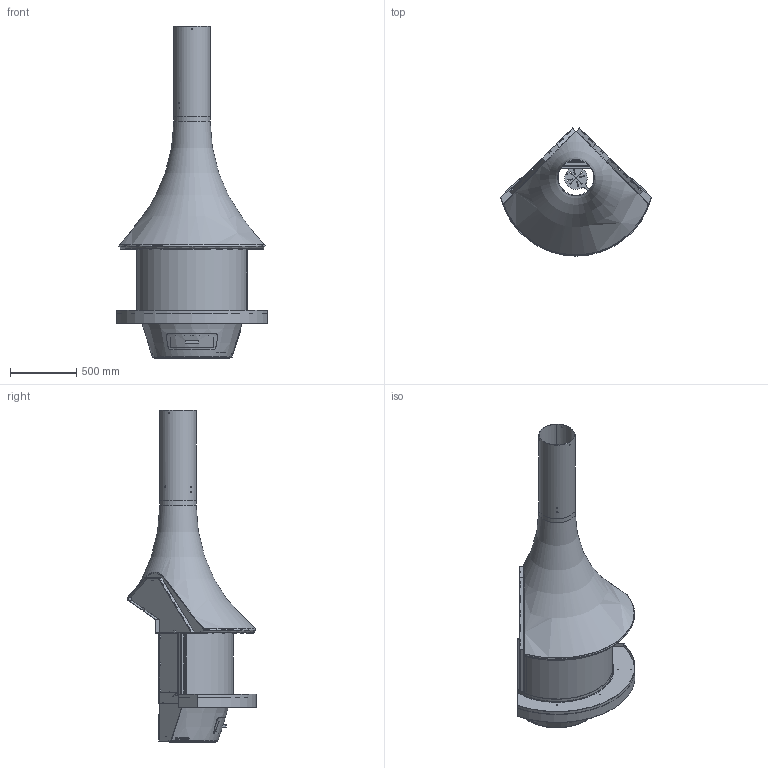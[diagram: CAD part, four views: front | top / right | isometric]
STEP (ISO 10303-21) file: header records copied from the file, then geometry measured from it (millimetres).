
FILE_DESCRIPTION(('STEP AP214'),'1');
FILE_NAME('.stp','2017-02-01T16:11:14',(' '),(' '),'Spatial InterOp 3D',' ',' ');
FILE_SCHEMA(('automotive_design'));
Length unit declared in the file: millimetre
Products named in the file (26): Vitre simulation; Hotte (Support isolation gauche) (Miroir); Hotte (Support isolation gauche); Hotte (Face arrière centrale); Hotte (Faces arrière gauche et droite); hotte 992; Hotte (Conduit); Hotte (Base); Socle 992 d'angle foyer fermé ; Gabarit outside air face AR; Anneau cache vis; Cornière droite A (Isolation face arrière foyer); Cornière gauche A (Isolation face arrière foyer); Plaque de jonction; Face arrière; Bandeau arrière B; Bandeau arrière A; Poignée tiroir; Façade tiroir; Rail repoussé; Bandeau extérieur; Plateau briques; Cône grille; Palette A.A.F; Cône repoussé
Assembly tree (24 placements, depth 3):
  (unnamed)
    Vitre simulation
    Hotte (Support isolation gauche) (Miroir)
    Hotte (Support isolation gauche)
    Hotte (Face arrière centrale)
    Hotte (Faces arrière gauche et droite)
    hotte 992
      Hotte (Conduit)
      Hotte (Base)
  Socle 992 d'angle foyer fermé 
    Gabarit outside air face AR
    Anneau cache vis
    Cornière droite A (Isolation face arrière foyer)
    Cornière gauche A (Isolation face arrière foyer)
    Plaque de jonction
    Face arrière
    Bandeau arrière B
    Bandeau arrière A
    Poignée tiroir
    Façade tiroir
    Rail repoussé
    Bandeau extérieur
    Plateau briques
    Cône grille
    Palette A.A.F
    Cône repoussé
Bounding box: 1137.18 x 964.03 x 2500 mm (x, y, z)
Volume: 15060814.6 mm3; surface area: 11293552.7 mm2
Topology: 22 solids, 32 shells, 1243 faces, 3389 edges, 2191 vertices
Faces by surface type: plane 898, cylinder 291, cone 21, extrusion 15, torus 10, bspline 8
Full cylindrical faces by diameter (mm): 5 x3, 6 x5, 7 x4, 7.2 x8, 8 x3, 10 x3, 110 x1, 124 x1, 268 x2, 273 x1, 274 x1
Entity records: 53475 total; most frequent: CARTESIAN_POINT 11439, ORIENTED_EDGE 6626, DIRECTION 6190, EDGE_CURVE 3351, VECTOR 2518, LINE 2503, VERTEX_POINT 2185, AXIS2_PLACEMENT_3D 1836
